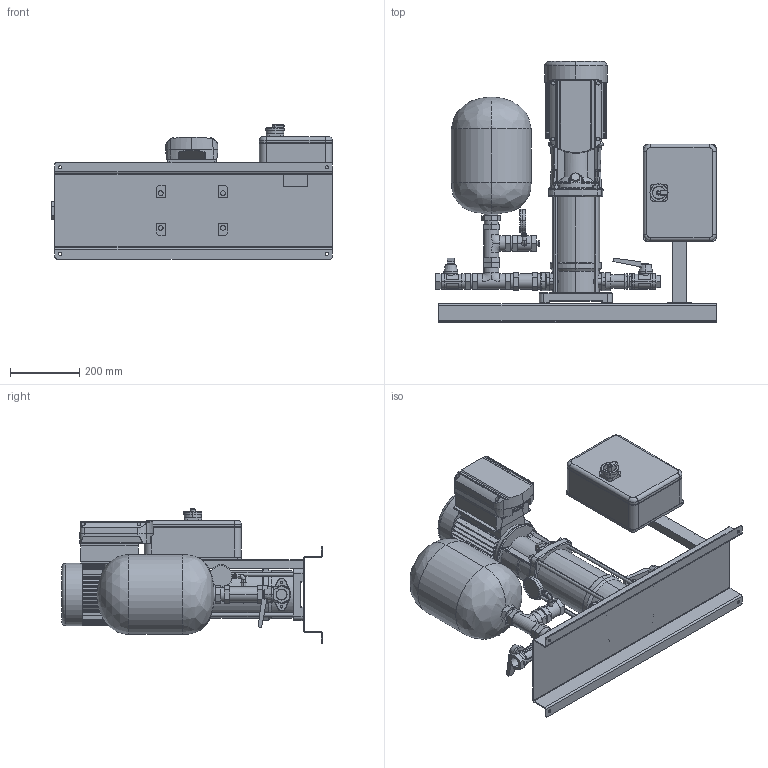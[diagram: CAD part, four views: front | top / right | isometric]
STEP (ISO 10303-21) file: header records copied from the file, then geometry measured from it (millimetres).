
FILE_DESCRIPTION (( 'STEP AP214' ), '1' );
FILE_NAME ('1SBI_5-15_TE_ZB00064956.STEP', '2022-07-17T21:36:57', ( '' ), ( '' ), 'SwSTEP 2.0', 'SolidWorks 2020', '' );
FILE_SCHEMA (( 'AUTOMOTIVE_DESIGN' ));
Length unit declared in the file: millimetre
Products named in the file (1): 1SBI_5-15_TE_ZB00064956
Bounding box: 809 x 753 x 387 mm (x, y, z)
Volume: 34346013.9 mm3; surface area: 2619627.3 mm2
Topology: 28 solids, 28 shells, 1545 faces, 3885 edges, 2436 vertices
Faces by surface type: plane 627, cylinder 524, bspline 202, torus 112, cone 61, sphere 19
Entity records: 83522 total; most frequent: CARTESIAN_POINT 30684, ORIENTED_EDGE 7710, DIRECTION 6939, EDGE_CURVE 3855, AXIS2_PLACEMENT_3D 2575, VERTEX_POINT 2436, LINE 1789, VECTOR 1789
